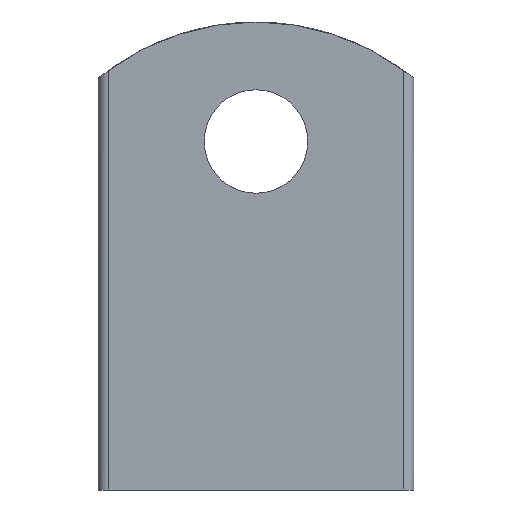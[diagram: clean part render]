
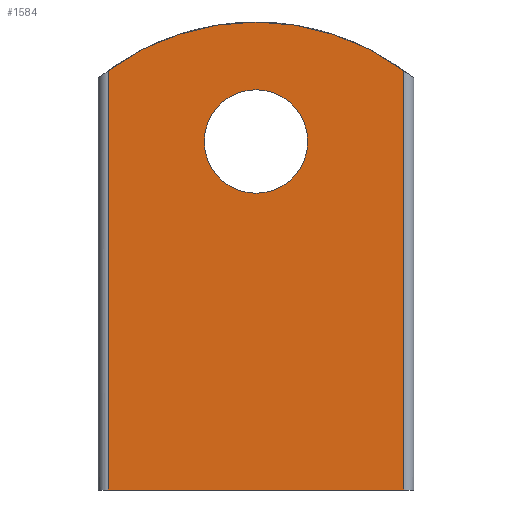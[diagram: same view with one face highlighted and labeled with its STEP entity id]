
A CAD part, front view. The second image highlights one B-rep face of the part: STEP entity #1584.
In plain terms, the highlighted planar face has unit normal (0, -1, 0).
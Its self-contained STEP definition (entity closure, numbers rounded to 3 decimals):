
#131 = EDGE_LOOP ( 'NONE', ( #3436, #2092, #2980, #3712 ) ) ;
#393 = EDGE_CURVE ( 'NONE', #3771, #1487, #2741, .T. ) ;
#404 = DIRECTION ( 'NONE',  ( 1., 0., 0. ) ) ;
#427 = CIRCLE ( 'NONE', #3687, 5.2 ) ;
#476 = CARTESIAN_POINT ( 'NONE',  ( 0., -4.25, 20. ) ) ;
#547 = VERTEX_POINT ( 'NONE', #3144 ) ;
#596 = DIRECTION ( 'NONE',  ( 1., 0., 0. ) ) ;
#746 = VECTOR ( 'NONE', #2240, 1000. ) ;
#836 = LINE ( 'NONE', #1754, #1076 ) ;
#948 = CIRCLE ( 'NONE', #2856, 25. ) ;
#1076 = VECTOR ( 'NONE', #2919, 1000. ) ;
#1234 = CARTESIAN_POINT ( 'NONE',  ( 14.85, -4.25, 27.112 ) ) ;
#1317 = CARTESIAN_POINT ( 'NONE',  ( 0., -4.25, 7. ) ) ;
#1381 = CARTESIAN_POINT ( 'NONE',  ( -14.85, -4.25, -15. ) ) ;
#1467 = CARTESIAN_POINT ( 'NONE',  ( 14.85, -4.25, -15. ) ) ;
#1487 = VERTEX_POINT ( 'NONE', #1234 ) ;
#1543 = EDGE_CURVE ( 'NONE', #2350, #3771, #2098, .T. ) ;
#1584 = ADVANCED_FACE ( 'NONE', ( #3087, #3637 ), #1642, .T. ) ;
#1613 = CARTESIAN_POINT ( 'NONE',  ( -14.85, -4.25, 27.112 ) ) ;
#1642 = PLANE ( 'NONE',  #2088 ) ;
#1645 = DIRECTION ( 'NONE',  ( 0., -1., 0. ) ) ;
#1650 = VECTOR ( 'NONE', #2829, 1000. ) ;
#1754 = CARTESIAN_POINT ( 'NONE',  ( -14.85, -4.25, 8. ) ) ;
#1873 = EDGE_CURVE ( 'NONE', #547, #2188, #427, .T. ) ;
#1918 = CIRCLE ( 'NONE', #2673, 5.2 ) ;
#2057 = DIRECTION ( 'NONE',  ( 0., -1., 0. ) ) ;
#2088 = AXIS2_PLACEMENT_3D ( 'NONE', #2178, #3121, #3352 ) ;
#2092 = ORIENTED_EDGE ( 'NONE', *, *, #3711, .T. ) ;
#2098 = LINE ( 'NONE', #3656, #1650 ) ;
#2159 = CARTESIAN_POINT ( 'NONE',  ( 14.85, -4.25, 8. ) ) ;
#2178 = CARTESIAN_POINT ( 'NONE',  ( 14.85, -4.25, 8. ) ) ;
#2188 = VERTEX_POINT ( 'NONE', #3670 ) ;
#2202 = DIRECTION ( 'NONE',  ( 0., 0., -1. ) ) ;
#2240 = DIRECTION ( 'NONE',  ( 0., 0., 1. ) ) ;
#2350 = VERTEX_POINT ( 'NONE', #1381 ) ;
#2369 = EDGE_LOOP ( 'NONE', ( #3308, #2394 ) ) ;
#2394 = ORIENTED_EDGE ( 'NONE', *, *, #1873, .F. ) ;
#2476 = EDGE_CURVE ( 'NONE', #2188, #547, #1918, .T. ) ;
#2673 = AXIS2_PLACEMENT_3D ( 'NONE', #3017, #2057, #596 ) ;
#2741 = LINE ( 'NONE', #2159, #746 ) ;
#2829 = DIRECTION ( 'NONE',  ( 1., 0., 0. ) ) ;
#2856 = AXIS2_PLACEMENT_3D ( 'NONE', #1317, #3679, #2202 ) ;
#2919 = DIRECTION ( 'NONE',  ( 0., 0., -1. ) ) ;
#2980 = ORIENTED_EDGE ( 'NONE', *, *, #1543, .T. ) ;
#3017 = CARTESIAN_POINT ( 'NONE',  ( 0., -4.25, 20. ) ) ;
#3087 = FACE_BOUND ( 'NONE', #2369, .T. ) ;
#3121 = DIRECTION ( 'NONE',  ( 0., -1., 0. ) ) ;
#3144 = CARTESIAN_POINT ( 'NONE',  ( -5.2, -4.25, 20. ) ) ;
#3308 = ORIENTED_EDGE ( 'NONE', *, *, #2476, .F. ) ;
#3352 = DIRECTION ( 'NONE',  ( 1., 0., 0. ) ) ;
#3436 = ORIENTED_EDGE ( 'NONE', *, *, #3644, .T. ) ;
#3608 = VERTEX_POINT ( 'NONE', #1613 ) ;
#3637 = FACE_OUTER_BOUND ( 'NONE', #131, .T. ) ;
#3644 = EDGE_CURVE ( 'NONE', #1487, #3608, #948, .T. ) ;
#3656 = CARTESIAN_POINT ( 'NONE',  ( 14.85, -4.25, -15. ) ) ;
#3670 = CARTESIAN_POINT ( 'NONE',  ( 5.2, -4.25, 20. ) ) ;
#3679 = DIRECTION ( 'NONE',  ( 0., -1., 0. ) ) ;
#3687 = AXIS2_PLACEMENT_3D ( 'NONE', #476, #1645, #404 ) ;
#3711 = EDGE_CURVE ( 'NONE', #3608, #2350, #836, .T. ) ;
#3712 = ORIENTED_EDGE ( 'NONE', *, *, #393, .T. ) ;
#3771 = VERTEX_POINT ( 'NONE', #1467 ) ;
